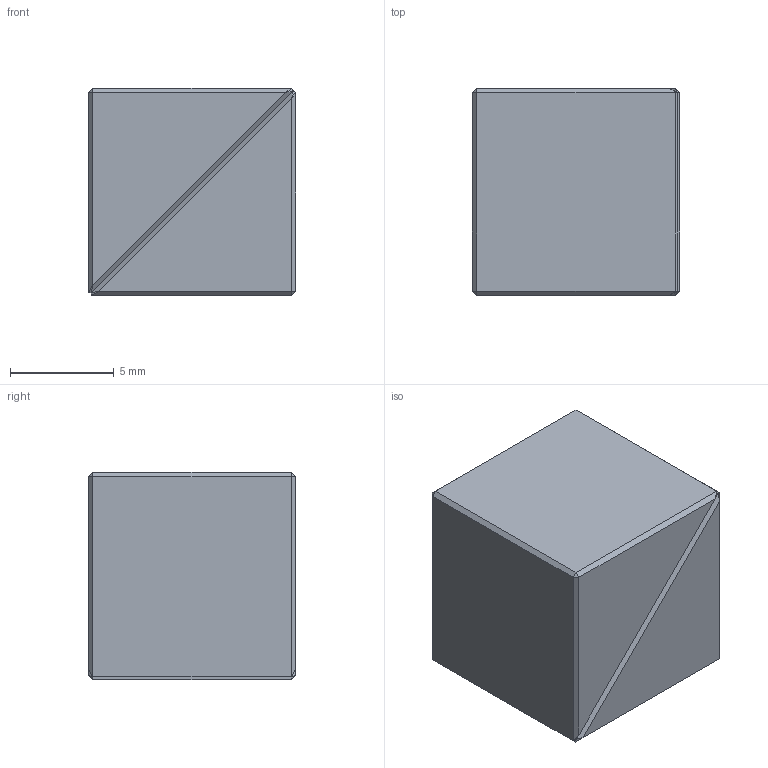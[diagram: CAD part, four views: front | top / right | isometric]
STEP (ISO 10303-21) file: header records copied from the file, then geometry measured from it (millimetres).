
FILE_DESCRIPTION (( 'STEP AP203' ), '1' );
FILE_NAME ('19027-E0W.STEP', '2021-12-01T18:32:45', ( '' ), ( '' ), 'SwSTEP 2.0', 'SolidWorks 2018', '' );
FILE_SCHEMA (( 'CONFIG_CONTROL_DESIGN' ));
Length unit declared in the file: inch
Products named in the file (1): 19027-E0W
Bounding box: 10 x 10 x 10 mm (x, y, z)
Volume: 996.5 mm3; surface area: 856.3 mm2
Topology: 2 solids, 2 shells, 153 faces, 372 edges, 236 vertices
Faces by surface type: plane 108, bspline 45
Entity records: 6969 total; most frequent: CARTESIAN_POINT 3631, ORIENTED_EDGE 744, DIRECTION 500, EDGE_CURVE 372, LINE 282, VECTOR 282, VERTEX_POINT 236, EDGE_LOOP 166
